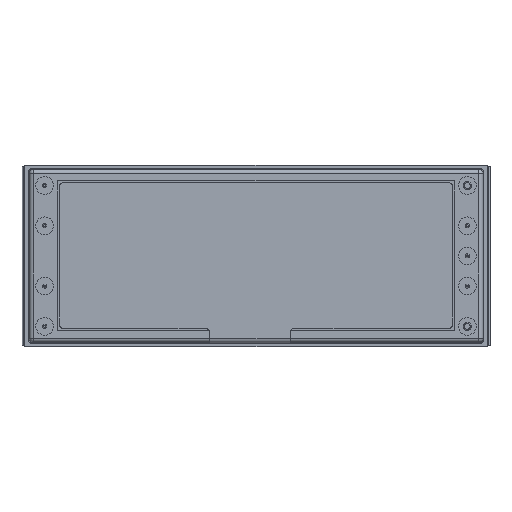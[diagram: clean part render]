
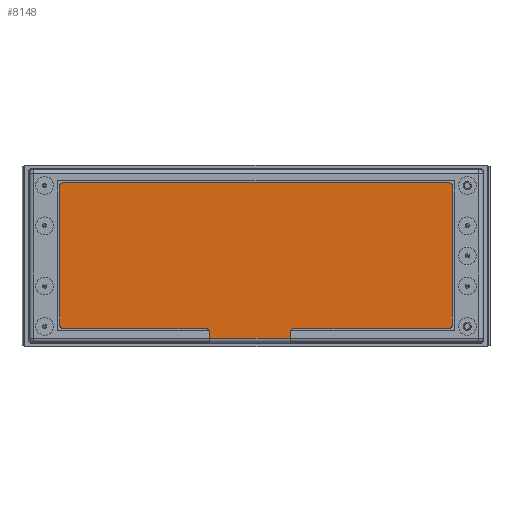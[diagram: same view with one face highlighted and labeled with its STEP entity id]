
A CAD part, top view. The second image highlights one B-rep face of the part: STEP entity #8148.
In plain terms, the highlighted planar face has unit normal (0, 0, 1).
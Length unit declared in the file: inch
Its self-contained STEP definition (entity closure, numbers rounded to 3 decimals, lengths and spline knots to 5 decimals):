
#1138 = CARTESIAN_POINT ( 'NONE',  ( -0.57573, 0.3279, 0.80714 ) ) ;
#1139 = CARTESIAN_POINT ( 'NONE',  ( -2.90073, 1.7429, 0.80714 ) ) ;
#1832 = CARTESIAN_POINT ( 'NONE',  ( -2.90073, 0.3629, 0.80714 ) ) ;
#1834 = DIRECTION ( 'NONE',  ( -1., 0., 0. ) ) ;
#1835 = VECTOR ( 'NONE', #1834, 39.37008 ) ;
#1843 = LINE ( 'NONE', #1849, #1835 ) ;
#1849 = CARTESIAN_POINT ( 'NONE',  ( -2.86573, 1.7779, 0.80714 ) ) ;
#1862 = CARTESIAN_POINT ( 'NONE',  ( -2.86573, 0.3279, 0.80714 ) ) ;
#1892 = CARTESIAN_POINT ( 'NONE',  ( 0.96427, 1.7779, 0.80714 ) ) ;
#1956 = CARTESIAN_POINT ( 'NONE',  ( -2.86573, 1.7779, 0.80714 ) ) ;
#1973 = DIRECTION ( 'NONE',  ( 0., -1., 0. ) ) ;
#1974 = VECTOR ( 'NONE', #1973, 39.37008 ) ;
#1975 = CARTESIAN_POINT ( 'NONE',  ( -1.41073, 0.2929, 0.80714 ) ) ;
#1976 = LINE ( 'NONE', #1975, #1974 ) ;
#2017 = CARTESIAN_POINT ( 'NONE',  ( -1.44573, 0.2929, 0.80714 ) ) ;
#2035 = CIRCLE ( 'NONE', #2070, 0.035 ) ;
#2047 = CARTESIAN_POINT ( 'NONE',  ( -0.57573, 0.3279, 0.80714 ) ) ;
#2048 = LINE ( 'NONE', #2047, #2126 ) ;
#2049 = CARTESIAN_POINT ( 'NONE',  ( -1.41073, 0.2929, 0.80714 ) ) ;
#2052 = DIRECTION ( 'NONE',  ( -1., 0., 0. ) ) ;
#2053 = DIRECTION ( 'NONE',  ( 0., 0., 1. ) ) ;
#2054 = CARTESIAN_POINT ( 'NONE',  ( -2.86573, 0.3629, 0.80714 ) ) ;
#2058 = CARTESIAN_POINT ( 'NONE',  ( 0.96427, 1.7429, 0.80714 ) ) ;
#2059 = CARTESIAN_POINT ( 'NONE',  ( -1.44573, 0.3279, 0.80714 ) ) ;
#2067 = CIRCLE ( 'NONE', #2075, 0.035 ) ;
#2068 = DIRECTION ( 'NONE',  ( 1., 0., 0. ) ) ;
#2069 = DIRECTION ( 'NONE',  ( 0., 0., -1. ) ) ;
#2070 = AXIS2_PLACEMENT_3D ( 'NONE', #2017, #2069, #2068 ) ;
#2071 = CARTESIAN_POINT ( 'NONE',  ( -1.41073, 0.23128, 0.80714 ) ) ;
#2075 = AXIS2_PLACEMENT_3D ( 'NONE', #2054, #2053, #2052 ) ;
#2077 = VECTOR ( 'NONE', #2134, 39.37008 ) ;
#2078 = CARTESIAN_POINT ( 'NONE',  ( -2.86573, 0.3279, 0.80714 ) ) ;
#2079 = LINE ( 'NONE', #2078, #2077 ) ;
#2080 = CIRCLE ( 'NONE', #2123, 0.035 ) ;
#2083 = AXIS2_PLACEMENT_3D ( 'NONE', #2130, #2129, #2128 ) ;
#2113 = CARTESIAN_POINT ( 'NONE',  ( 0.99927, 1.7429, 0.80714 ) ) ;
#2114 = DIRECTION ( 'NONE',  ( -1., 0., 0. ) ) ;
#2115 = DIRECTION ( 'NONE',  ( 0., 0., 1. ) ) ;
#2116 = PLANE ( 'NONE',  #2117 ) ;
#2117 = AXIS2_PLACEMENT_3D ( 'NONE', #2144, #2143, #2142 ) ;
#2119 = DIRECTION ( 'NONE',  ( 0., 1., 0. ) ) ;
#2120 = VECTOR ( 'NONE', #2119, 39.37008 ) ;
#2123 = AXIS2_PLACEMENT_3D ( 'NONE', #2058, #2115, #2114 ) ;
#2124 = CARTESIAN_POINT ( 'NONE',  ( -0.61073, 0.2929, 0.80714 ) ) ;
#2125 = DIRECTION ( 'NONE',  ( 1., 0., 0. ) ) ;
#2126 = VECTOR ( 'NONE', #2125, 39.37008 ) ;
#2127 = FACE_OUTER_BOUND ( 'NONE', #8154, .T. ) ;
#2128 = DIRECTION ( 'NONE',  ( 1., 0., 0. ) ) ;
#2129 = DIRECTION ( 'NONE',  ( 0., 0., 1. ) ) ;
#2130 = CARTESIAN_POINT ( 'NONE',  ( 0.96427, 0.3629, 0.80714 ) ) ;
#2131 = CARTESIAN_POINT ( 'NONE',  ( 0.99927, 0.3629, 0.80714 ) ) ;
#2132 = LINE ( 'NONE', #2131, #2120 ) ;
#2133 = CIRCLE ( 'NONE', #2083, 0.035 ) ;
#2134 = DIRECTION ( 'NONE',  ( 1., 0., 0. ) ) ;
#2138 = DIRECTION ( 'NONE',  ( 0., 1., 0. ) ) ;
#2139 = VECTOR ( 'NONE', #2138, 39.37008 ) ;
#2140 = CARTESIAN_POINT ( 'NONE',  ( -0.61073, -0.0371, 0.80714 ) ) ;
#2142 = DIRECTION ( 'NONE',  ( 1., 0., 0. ) ) ;
#2143 = DIRECTION ( 'NONE',  ( 0., 0., 1. ) ) ;
#2144 = CARTESIAN_POINT ( 'NONE',  ( 0.96427, 0.3629, 0.80714 ) ) ;
#2145 = LINE ( 'NONE', #2140, #2139 ) ;
#2192 = DIRECTION ( 'NONE',  ( -1., 0., 0. ) ) ;
#2193 = VECTOR ( 'NONE', #2192, 39.37008 ) ;
#2197 = CARTESIAN_POINT ( 'NONE',  ( 0.96427, 0.23128, 0.80714 ) ) ;
#2198 = LINE ( 'NONE', #2197, #2193 ) ;
#2235 = CARTESIAN_POINT ( 'NONE',  ( -0.61073, 0.23128, 0.80714 ) ) ;
#2307 = CIRCLE ( 'NONE', #2339, 0.035 ) ;
#2319 = DIRECTION ( 'NONE',  ( -1., 0., 0. ) ) ;
#2320 = DIRECTION ( 'NONE',  ( 0., 0., -1. ) ) ;
#2328 = AXIS2_PLACEMENT_3D ( 'NONE', #2340, #2320, #2319 ) ;
#2331 = CIRCLE ( 'NONE', #2328, 0.035 ) ;
#2332 = DIRECTION ( 'NONE',  ( 0., -1., 0. ) ) ;
#2333 = VECTOR ( 'NONE', #2332, 39.37008 ) ;
#2334 = CARTESIAN_POINT ( 'NONE',  ( -2.90073, 0.3629, 0.80714 ) ) ;
#2336 = DIRECTION ( 'NONE',  ( -1., 0., 0. ) ) ;
#2337 = DIRECTION ( 'NONE',  ( 0., 0., 1. ) ) ;
#2338 = CARTESIAN_POINT ( 'NONE',  ( -2.86573, 1.7429, 0.80714 ) ) ;
#2339 = AXIS2_PLACEMENT_3D ( 'NONE', #2338, #2337, #2336 ) ;
#2340 = CARTESIAN_POINT ( 'NONE',  ( -0.57573, 0.2929, 0.80714 ) ) ;
#2347 = LINE ( 'NONE', #2334, #2333 ) ;
#3909 = VERTEX_POINT ( 'NONE', #11934 ) ;
#7644 = VERTEX_POINT ( 'NONE', #1139 ) ;
#7646 = VERTEX_POINT ( 'NONE', #1138 ) ;
#8055 = EDGE_CURVE ( 'NONE', #8076, #8080, #1843, .T. ) ;
#8059 = VERTEX_POINT ( 'NONE', #1832 ) ;
#8064 = VERTEX_POINT ( 'NONE', #1862 ) ;
#8076 = VERTEX_POINT ( 'NONE', #1892 ) ;
#8080 = VERTEX_POINT ( 'NONE', #1956 ) ;
#8095 = EDGE_CURVE ( 'NONE', #8130, #8117, #1976, .T. ) ;
#8113 = EDGE_CURVE ( 'NONE', #8120, #8130, #2035, .T. ) ;
#8117 = VERTEX_POINT ( 'NONE', #2071 ) ;
#8119 = EDGE_CURVE ( 'NONE', #8059, #8064, #2067, .T. ) ;
#8120 = VERTEX_POINT ( 'NONE', #2059 ) ;
#8130 = VERTEX_POINT ( 'NONE', #2049 ) ;
#8131 = EDGE_CURVE ( 'NONE', #8064, #8120, #2079, .T. ) ;
#8132 = ORIENTED_EDGE ( 'NONE', *, *, #8135, .T. ) ;
#8134 = ORIENTED_EDGE ( 'NONE', *, *, #8137, .T. ) ;
#8135 = EDGE_CURVE ( 'NONE', #18119, #3909, #2133, .T. ) ;
#8136 = ORIENTED_EDGE ( 'NONE', *, *, #8055, .T. ) ;
#8137 = EDGE_CURVE ( 'NONE', #7646, #18119, #2048, .T. ) ;
#8138 = ORIENTED_EDGE ( 'NONE', *, *, #8139, .T. ) ;
#8139 = EDGE_CURVE ( 'NONE', #3909, #8143, #2132, .T. ) ;
#8140 = ORIENTED_EDGE ( 'NONE', *, *, #8113, .T. ) ;
#8141 = EDGE_CURVE ( 'NONE', #8143, #8076, #2080, .T. ) ;
#8143 = VERTEX_POINT ( 'NONE', #2113 ) ;
#8145 = VERTEX_POINT ( 'NONE', #2124 ) ;
#8146 = ORIENTED_EDGE ( 'NONE', *, *, #8215, .T. ) ;
#8147 = ORIENTED_EDGE ( 'NONE', *, *, #8149, .T. ) ;
#8148 = ADVANCED_FACE ( 'NONE', ( #2127 ), #2116, .T. ) ;
#8149 = EDGE_CURVE ( 'NONE', #8174, #8145, #2145, .T. ) ;
#8154 = EDGE_LOOP ( 'NONE', ( #8157, #8147, #8146, #8134, #8132, #8138, #8204, #8136, #8207, #8210, #8209, #8212, #8140, #8191 ) ) ;
#8157 = ORIENTED_EDGE ( 'NONE', *, *, #8172, .F. ) ;
#8172 = EDGE_CURVE ( 'NONE', #8174, #8117, #2198, .T. ) ;
#8174 = VERTEX_POINT ( 'NONE', #2235 ) ;
#8191 = ORIENTED_EDGE ( 'NONE', *, *, #8095, .T. ) ;
#8204 = ORIENTED_EDGE ( 'NONE', *, *, #8141, .T. ) ;
#8206 = EDGE_CURVE ( 'NONE', #8080, #7644, #2307, .T. ) ;
#8207 = ORIENTED_EDGE ( 'NONE', *, *, #8206, .T. ) ;
#8208 = EDGE_CURVE ( 'NONE', #7644, #8059, #2347, .T. ) ;
#8209 = ORIENTED_EDGE ( 'NONE', *, *, #8119, .T. ) ;
#8210 = ORIENTED_EDGE ( 'NONE', *, *, #8208, .T. ) ;
#8212 = ORIENTED_EDGE ( 'NONE', *, *, #8131, .T. ) ;
#8215 = EDGE_CURVE ( 'NONE', #8145, #7646, #2331, .T. ) ;
#11934 = CARTESIAN_POINT ( 'NONE',  ( 0.99927, 0.3629, 0.80714 ) ) ;
#18119 = VERTEX_POINT ( 'NONE', #19417 ) ;
#19417 = CARTESIAN_POINT ( 'NONE',  ( 0.96427, 0.3279, 0.80714 ) ) ;
